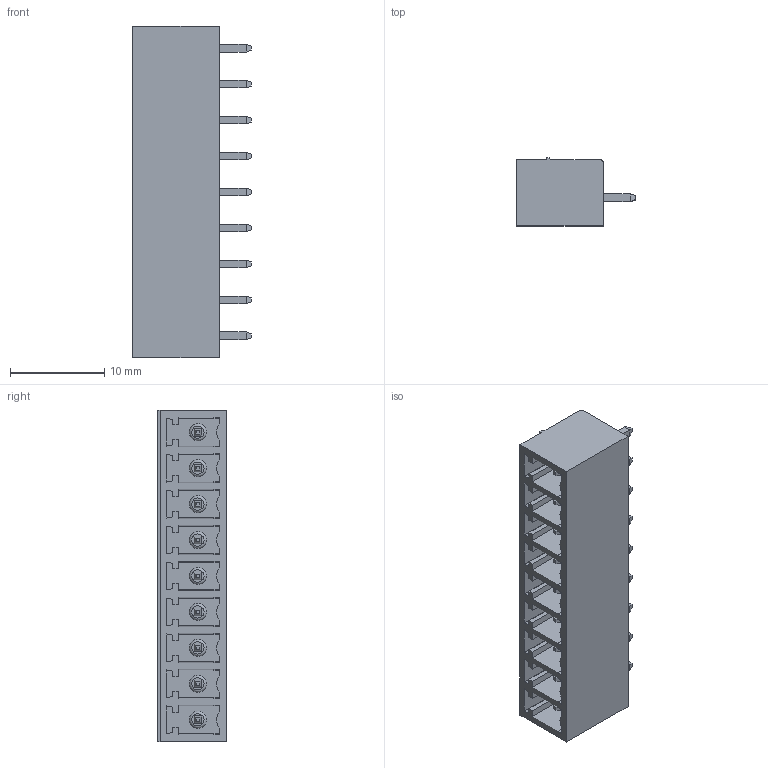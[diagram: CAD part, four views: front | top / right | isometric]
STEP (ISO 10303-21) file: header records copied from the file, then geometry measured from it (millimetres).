
FILE_DESCRIPTION( ( 'STEP AP203' ), '1' );
FILE_NAME( 'PV09-3.81-V-P.stp', ' ', ( ' ' ), ( ' ' ), 'PSStep 15.0.49', 'VISI 20.0', ' ' );
FILE_SCHEMA( ( 'AUTOMOTIVE_DESIGN { 1 0 10303 214 1 1 1 1 }' ) );
Length unit declared in the file: millimetre
Products named in the file (1): 1
Bounding box: 12.6 x 7.25 x 35.09 mm (x, y, z)
Volume: 1366.2 mm3; surface area: 2753.8 mm2
Topology: 1 solids, 1 shells, 389 faces, 963 edges, 612 vertices
Faces by surface type: plane 361, cylinder 19, torus 9
Full cylindrical faces by diameter (mm): 1.8 x9
Entity records: 14162 total; most frequent: CARTESIAN_POINT 1929, ORIENTED_EDGE 1872, DIRECTION 1763, EDGE_CURVE 936, LINE 889, VECTOR 889, VERTEX_POINT 603, EDGE_LOOP 443
